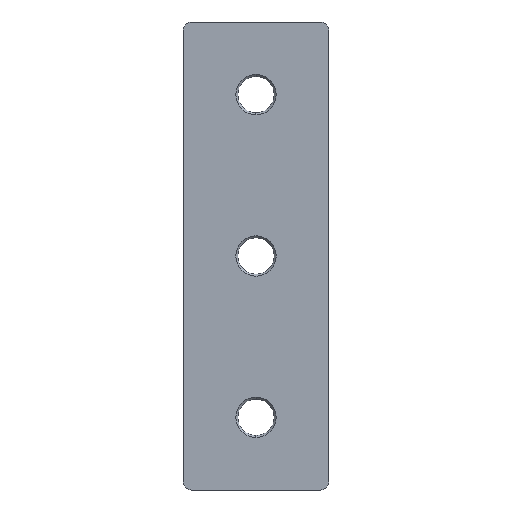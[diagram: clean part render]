
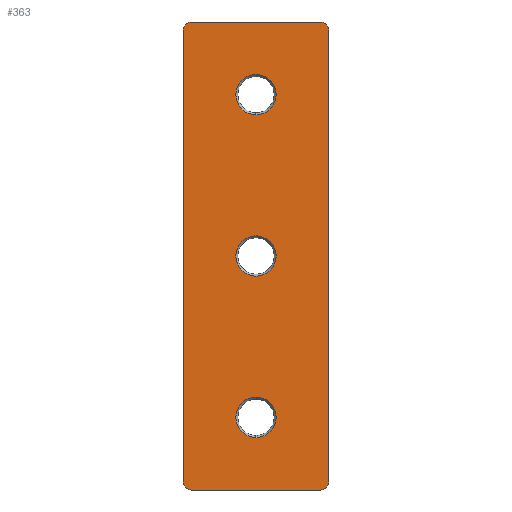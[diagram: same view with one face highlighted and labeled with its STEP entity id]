
A CAD part, front view. The second image highlights one B-rep face of the part: STEP entity #363.
In plain terms, the highlighted planar face has unit normal (0, -1, 0).
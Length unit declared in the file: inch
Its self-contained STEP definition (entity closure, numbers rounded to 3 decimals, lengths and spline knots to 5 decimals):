
#43 = FACE_BOUND ( 'NONE', #138, .T. ) ;
#52 = AXIS2_PLACEMENT_3D ( 'NONE', #565, #144, #483 ) ;
#54 = AXIS2_PLACEMENT_3D ( 'NONE', #1020, #599, #631 ) ;
#62 = DIRECTION ( 'NONE',  ( 0., -1., 0. ) ) ;
#64 = CARTESIAN_POINT ( 'NONE',  ( -0.70866, 0., -2.28346 ) ) ;
#67 = DIRECTION ( 'NONE',  ( 0., 1., 0. ) ) ;
#70 = DIRECTION ( 'NONE',  ( 0., -1., 0. ) ) ;
#80 = EDGE_CURVE ( 'NONE', #347, #882, #90, .T. ) ;
#83 = DIRECTION ( 'NONE',  ( 0., 0., -1. ) ) ;
#85 = EDGE_LOOP ( 'NONE', ( #545, #231, #530, #958, #451, #212, #551, #1089 ) ) ;
#90 = CIRCLE ( 'NONE', #267, 0.19685 ) ;
#100 = EDGE_CURVE ( 'NONE', #1059, #398, #888, .T. ) ;
#112 = EDGE_CURVE ( 'NONE', #219, #953, #251, .T. ) ;
#128 = AXIS2_PLACEMENT_3D ( 'NONE', #844, #67, #672 ) ;
#136 = LINE ( 'NONE', #543, #1114 ) ;
#138 = EDGE_LOOP ( 'NONE', ( #585, #702 ) ) ;
#144 = DIRECTION ( 'NONE',  ( 0., 1., 0. ) ) ;
#180 = CARTESIAN_POINT ( 'NONE',  ( 0., 0., 1.37795 ) ) ;
#182 = CIRCLE ( 'NONE', #321, 0.19685 ) ;
#185 = ORIENTED_EDGE ( 'NONE', *, *, #428, .F. ) ;
#199 = PLANE ( 'NONE',  #837 ) ;
#204 = CARTESIAN_POINT ( 'NONE',  ( 0., 0., 0.19685 ) ) ;
#206 = EDGE_CURVE ( 'NONE', #381, #924, #535, .T. ) ;
#212 = ORIENTED_EDGE ( 'NONE', *, *, #654, .F. ) ;
#213 = CARTESIAN_POINT ( 'NONE',  ( -0.70866, 0., 2.28346 ) ) ;
#219 = VERTEX_POINT ( 'NONE', #603 ) ;
#222 = CARTESIAN_POINT ( 'NONE',  ( -0.70866, 0., 2.20472 ) ) ;
#231 = ORIENTED_EDGE ( 'NONE', *, *, #808, .F. ) ;
#251 = CIRCLE ( 'NONE', #128, 0.07874 ) ;
#267 = AXIS2_PLACEMENT_3D ( 'NONE', #1094, #62, #402 ) ;
#269 = VERTEX_POINT ( 'NONE', #180 ) ;
#274 = CARTESIAN_POINT ( 'NONE',  ( 0., 0., -1.37795 ) ) ;
#288 = CIRCLE ( 'NONE', #1036, 0.19685 ) ;
#289 = AXIS2_PLACEMENT_3D ( 'NONE', #730, #549, #742 ) ;
#291 = CARTESIAN_POINT ( 'NONE',  ( 0., 0., 1.5748 ) ) ;
#316 = DIRECTION ( 'NONE',  ( 0., 0., -1. ) ) ;
#321 = AXIS2_PLACEMENT_3D ( 'NONE', #291, #725, #1070 ) ;
#327 = ORIENTED_EDGE ( 'NONE', *, *, #384, .F. ) ;
#335 = ORIENTED_EDGE ( 'NONE', *, *, #509, .F. ) ;
#338 = CARTESIAN_POINT ( 'NONE',  ( -0.70866, 0., 2.28346 ) ) ;
#340 = FACE_OUTER_BOUND ( 'NONE', #85, .T. ) ;
#345 = DIRECTION ( 'NONE',  ( 0., 0., 1. ) ) ;
#347 = VERTEX_POINT ( 'NONE', #274 ) ;
#356 = CIRCLE ( 'NONE', #289, 0.19685 ) ;
#360 = FACE_BOUND ( 'NONE', #635, .T. ) ;
#363 = ADVANCED_FACE ( 'NONE', ( #340, #360, #969, #43 ), #199, .F. ) ;
#366 = VERTEX_POINT ( 'NONE', #964 ) ;
#381 = VERTEX_POINT ( 'NONE', #622 ) ;
#383 = DIRECTION ( 'NONE',  ( 0., 0., 1. ) ) ;
#384 = EDGE_CURVE ( 'NONE', #269, #811, #182, .T. ) ;
#398 = VERTEX_POINT ( 'NONE', #204 ) ;
#402 = DIRECTION ( 'NONE',  ( 0., 0., -1. ) ) ;
#428 = EDGE_CURVE ( 'NONE', #811, #269, #753, .T. ) ;
#429 = CARTESIAN_POINT ( 'NONE',  ( 0., 0., -1.77165 ) ) ;
#434 = CIRCLE ( 'NONE', #54, 0.07874 ) ;
#451 = ORIENTED_EDGE ( 'NONE', *, *, #617, .F. ) ;
#460 = CARTESIAN_POINT ( 'NONE',  ( 0.62992, 0., 2.28346 ) ) ;
#483 = DIRECTION ( 'NONE',  ( 0., 0., -1. ) ) ;
#509 = EDGE_CURVE ( 'NONE', #398, #1059, #288, .T. ) ;
#513 = DIRECTION ( 'NONE',  ( 0., 1., 0. ) ) ;
#530 = ORIENTED_EDGE ( 'NONE', *, *, #709, .F. ) ;
#535 = CIRCLE ( 'NONE', #52, 0.07874 ) ;
#543 = CARTESIAN_POINT ( 'NONE',  ( 0.70866, 0., 2.28346 ) ) ;
#544 = DIRECTION ( 'NONE',  ( 0., 1., 0. ) ) ;
#545 = ORIENTED_EDGE ( 'NONE', *, *, #206, .F. ) ;
#549 = DIRECTION ( 'NONE',  ( 0., -1., 0. ) ) ;
#551 = ORIENTED_EDGE ( 'NONE', *, *, #112, .F. ) ;
#565 = CARTESIAN_POINT ( 'NONE',  ( 0.62992, 0., -2.20472 ) ) ;
#568 = LINE ( 'NONE', #213, #712 ) ;
#576 = AXIS2_PLACEMENT_3D ( 'NONE', #593, #513, #83 ) ;
#585 = ORIENTED_EDGE ( 'NONE', *, *, #777, .F. ) ;
#593 = CARTESIAN_POINT ( 'NONE',  ( 0.62992, 0., 2.20472 ) ) ;
#599 = DIRECTION ( 'NONE',  ( 0., 1., 0. ) ) ;
#603 = CARTESIAN_POINT ( 'NONE',  ( -0.62992, 0., -2.28346 ) ) ;
#617 = EDGE_CURVE ( 'NONE', #869, #366, #434, .T. ) ;
#619 = VERTEX_POINT ( 'NONE', #968 ) ;
#622 = CARTESIAN_POINT ( 'NONE',  ( 0.70866, 0., -2.20472 ) ) ;
#631 = DIRECTION ( 'NONE',  ( 0., 0., -1. ) ) ;
#635 = EDGE_LOOP ( 'NONE', ( #327, #185 ) ) ;
#642 = DIRECTION ( 'NONE',  ( 0., -1., 0. ) ) ;
#654 = EDGE_CURVE ( 'NONE', #953, #869, #843, .T. ) ;
#659 = DIRECTION ( 'NONE',  ( 0., -1., 0. ) ) ;
#667 = CARTESIAN_POINT ( 'NONE',  ( 0., 0., 0. ) ) ;
#670 = DIRECTION ( 'NONE',  ( -1., 0., 0. ) ) ;
#672 = DIRECTION ( 'NONE',  ( 0., 0., -1. ) ) ;
#702 = ORIENTED_EDGE ( 'NONE', *, *, #80, .F. ) ;
#704 = CARTESIAN_POINT ( 'NONE',  ( 0., 0., 1.5748 ) ) ;
#709 = EDGE_CURVE ( 'NONE', #809, #619, #1056, .T. ) ;
#712 = VECTOR ( 'NONE', #1086, 39.37008 ) ;
#725 = DIRECTION ( 'NONE',  ( 0., -1., 0. ) ) ;
#730 = CARTESIAN_POINT ( 'NONE',  ( 0., 0., -1.5748 ) ) ;
#736 = EDGE_CURVE ( 'NONE', #366, #809, #568, .T. ) ;
#742 = DIRECTION ( 'NONE',  ( 0., 0., -1. ) ) ;
#747 = CARTESIAN_POINT ( 'NONE',  ( 0., 0., 0. ) ) ;
#750 = EDGE_LOOP ( 'NONE', ( #838, #335 ) ) ;
#751 = LINE ( 'NONE', #64, #1003 ) ;
#753 = CIRCLE ( 'NONE', #926, 0.19685 ) ;
#776 = CARTESIAN_POINT ( 'NONE',  ( 0., 0., -0.19685 ) ) ;
#777 = EDGE_CURVE ( 'NONE', #882, #347, #356, .T. ) ;
#797 = DIRECTION ( 'NONE',  ( 0., 0., -1. ) ) ;
#808 = EDGE_CURVE ( 'NONE', #619, #381, #136, .T. ) ;
#809 = VERTEX_POINT ( 'NONE', #460 ) ;
#811 = VERTEX_POINT ( 'NONE', #886 ) ;
#819 = AXIS2_PLACEMENT_3D ( 'NONE', #667, #659, #1088 ) ;
#837 = AXIS2_PLACEMENT_3D ( 'NONE', #980, #544, #383 ) ;
#838 = ORIENTED_EDGE ( 'NONE', *, *, #100, .F. ) ;
#843 = LINE ( 'NONE', #338, #1019 ) ;
#844 = CARTESIAN_POINT ( 'NONE',  ( -0.62992, 0., -2.20472 ) ) ;
#869 = VERTEX_POINT ( 'NONE', #222 ) ;
#882 = VERTEX_POINT ( 'NONE', #429 ) ;
#886 = CARTESIAN_POINT ( 'NONE',  ( 0., 0., 1.77165 ) ) ;
#888 = CIRCLE ( 'NONE', #819, 0.19685 ) ;
#910 = EDGE_CURVE ( 'NONE', #924, #219, #751, .T. ) ;
#924 = VERTEX_POINT ( 'NONE', #1097 ) ;
#926 = AXIS2_PLACEMENT_3D ( 'NONE', #704, #642, #1058 ) ;
#932 = CARTESIAN_POINT ( 'NONE',  ( -0.70866, 0., -2.20472 ) ) ;
#953 = VERTEX_POINT ( 'NONE', #932 ) ;
#958 = ORIENTED_EDGE ( 'NONE', *, *, #736, .F. ) ;
#964 = CARTESIAN_POINT ( 'NONE',  ( -0.62992, 0., 2.28346 ) ) ;
#968 = CARTESIAN_POINT ( 'NONE',  ( 0.70866, 0., 2.20472 ) ) ;
#969 = FACE_BOUND ( 'NONE', #750, .T. ) ;
#980 = CARTESIAN_POINT ( 'NONE',  ( -0.70866, 0., 2.28346 ) ) ;
#1003 = VECTOR ( 'NONE', #670, 39.37008 ) ;
#1019 = VECTOR ( 'NONE', #345, 39.37008 ) ;
#1020 = CARTESIAN_POINT ( 'NONE',  ( -0.62992, 0., 2.20472 ) ) ;
#1036 = AXIS2_PLACEMENT_3D ( 'NONE', #747, #70, #316 ) ;
#1056 = CIRCLE ( 'NONE', #576, 0.07874 ) ;
#1058 = DIRECTION ( 'NONE',  ( 0., 0., -1. ) ) ;
#1059 = VERTEX_POINT ( 'NONE', #776 ) ;
#1070 = DIRECTION ( 'NONE',  ( 0., 0., -1. ) ) ;
#1086 = DIRECTION ( 'NONE',  ( 1., 0., 0. ) ) ;
#1088 = DIRECTION ( 'NONE',  ( 0., 0., -1. ) ) ;
#1089 = ORIENTED_EDGE ( 'NONE', *, *, #910, .F. ) ;
#1094 = CARTESIAN_POINT ( 'NONE',  ( 0., 0., -1.5748 ) ) ;
#1097 = CARTESIAN_POINT ( 'NONE',  ( 0.62992, 0., -2.28346 ) ) ;
#1114 = VECTOR ( 'NONE', #797, 39.37008 ) ;
